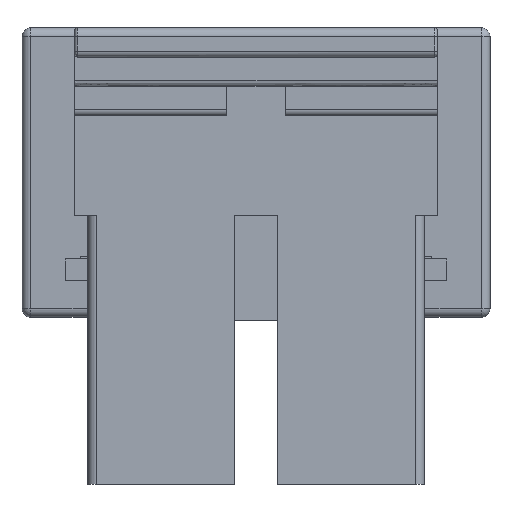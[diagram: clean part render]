
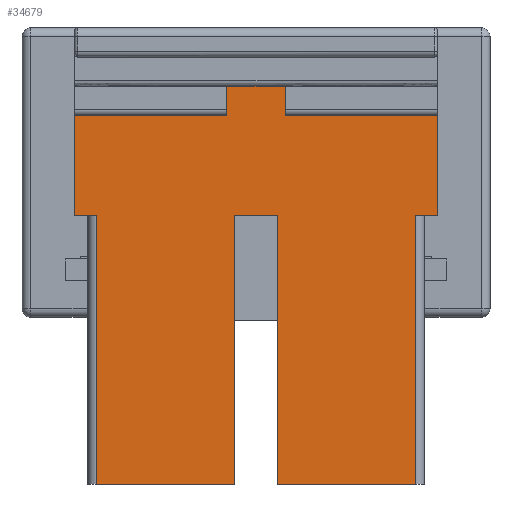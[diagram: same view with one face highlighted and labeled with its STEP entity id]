
A CAD part, left-side view. The second image highlights one B-rep face of the part: STEP entity #34679.
In plain terms, the highlighted planar face has unit normal (-1, 0, 0).
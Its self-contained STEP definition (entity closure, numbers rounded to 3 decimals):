
#25512=CARTESIAN_POINT('',(-3.75,-6.25,39.6));
#25513=VERTEX_POINT('',#25512);
#25521=CARTESIAN_POINT('',(-3.75,-6.25,36.2));
#25522=VERTEX_POINT('',#25521);
#25523=CARTESIAN_POINT('',(-3.75,-6.25,36.2));
#25524=DIRECTION('',(0.,0.,1.));
#25525=VECTOR('',#25524,3.4);
#25526=LINE('',#25523,#25525);
#25527=EDGE_CURVE('',#25522,#25513,#25526,.T.);
#25597=CARTESIAN_POINT('',(-3.75,6.15,39.6));
#25598=VERTEX_POINT('',#25597);
#25599=CARTESIAN_POINT('',(-3.75,6.15,36.2));
#25600=VERTEX_POINT('',#25599);
#25601=CARTESIAN_POINT('',(-3.75,6.15,39.6));
#25602=DIRECTION('',(0.,0.,-1.));
#25603=VECTOR('',#25602,3.4);
#25604=LINE('',#25601,#25603);
#25605=EDGE_CURVE('',#25598,#25600,#25604,.T.);
#25822=CARTESIAN_POINT('',(-3.75,-5.5,36.2));
#25823=VERTEX_POINT('',#25822);
#25824=CARTESIAN_POINT('',(-3.75,-6.25,36.2));
#25825=DIRECTION('',(0.,1.,0.));
#25826=VECTOR('',#25825,0.75);
#25827=LINE('',#25824,#25826);
#25828=EDGE_CURVE('',#25522,#25823,#25827,.T.);
#26223=CARTESIAN_POINT('',(-3.75,-5.5,27.));
#26224=VERTEX_POINT('',#26223);
#26232=CARTESIAN_POINT('',(-3.75,-0.8,27.));
#26233=VERTEX_POINT('',#26232);
#26234=CARTESIAN_POINT('',(-3.75,-5.5,27.));
#26235=DIRECTION('',(0.,1.,0.));
#26236=VECTOR('',#26235,4.7);
#26237=LINE('',#26234,#26236);
#26238=EDGE_CURVE('',#26224,#26233,#26237,.T.);
#28286=CARTESIAN_POINT('',(-3.75,0.7,27.));
#28287=VERTEX_POINT('',#28286);
#28294=CARTESIAN_POINT('',(-3.75,5.4,27.));
#28295=VERTEX_POINT('',#28294);
#28296=CARTESIAN_POINT('',(-3.75,5.4,27.));
#28297=DIRECTION('',(0.,-1.,0.));
#28298=VECTOR('',#28297,4.7);
#28299=LINE('',#28296,#28298);
#28300=EDGE_CURVE('',#28295,#28287,#28299,.T.);
#31958=CARTESIAN_POINT('',(-3.75,5.4,36.2));
#31959=VERTEX_POINT('',#31958);
#31967=CARTESIAN_POINT('',(-3.75,5.4,36.2));
#31968=DIRECTION('',(0.,1.,0.));
#31969=VECTOR('',#31968,0.75);
#31970=LINE('',#31967,#31969);
#31971=EDGE_CURVE('',#31959,#25600,#31970,.T.);
#34583=CARTESIAN_POINT('',(-3.75,-1.05,39.6));
#34584=VERTEX_POINT('',#34583);
#34592=CARTESIAN_POINT('',(-3.75,-6.25,39.6));
#34593=DIRECTION('',(0.,1.,0.));
#34594=VECTOR('',#34593,5.2);
#34595=LINE('',#34592,#34594);
#34596=EDGE_CURVE('',#25513,#34584,#34595,.T.);
#34601=CARTESIAN_POINT('',(-3.75,0.7,34.8));
#34602=DIRECTION('',(0.,-1.,0.));
#34603=DIRECTION('',(-1.,0.,0.));
#34604=AXIS2_PLACEMENT_3D('',#34601,#34603,#34602);
#34605=PLANE('',#34604);
#34606=CARTESIAN_POINT('',(-3.75,5.4,27.));
#34607=DIRECTION('',(0.,0.,1.));
#34608=VECTOR('',#34607,9.2);
#34609=LINE('',#34606,#34608);
#34610=EDGE_CURVE('',#28295,#31959,#34609,.T.);
#34611=ORIENTED_EDGE('',*,*,#34610,.F.);
#34612=ORIENTED_EDGE('',*,*,#28300,.T.);
#34613=CARTESIAN_POINT('',(-3.75,0.7,36.2));
#34614=VERTEX_POINT('',#34613);
#34615=CARTESIAN_POINT('',(-3.75,0.7,27.));
#34616=DIRECTION('',(0.,0.,1.));
#34617=VECTOR('',#34616,9.2);
#34618=LINE('',#34615,#34617);
#34619=EDGE_CURVE('',#28287,#34614,#34618,.T.);
#34620=ORIENTED_EDGE('',*,*,#34619,.T.);
#34621=CARTESIAN_POINT('',(-3.75,-0.8,36.2));
#34622=VERTEX_POINT('',#34621);
#34623=CARTESIAN_POINT('',(-3.75,0.7,36.2));
#34624=DIRECTION('',(0.,-1.,0.));
#34625=VECTOR('',#34624,1.5);
#34626=LINE('',#34623,#34625);
#34627=EDGE_CURVE('',#34614,#34622,#34626,.T.);
#34628=ORIENTED_EDGE('',*,*,#34627,.T.);
#34629=CARTESIAN_POINT('',(-3.75,-0.8,36.2));
#34630=DIRECTION('',(0.,0.,-1.));
#34631=VECTOR('',#34630,9.2);
#34632=LINE('',#34629,#34631);
#34633=EDGE_CURVE('',#34622,#26233,#34632,.T.);
#34634=ORIENTED_EDGE('',*,*,#34633,.T.);
#34635=ORIENTED_EDGE('',*,*,#26238,.F.);
#34636=CARTESIAN_POINT('',(-3.75,-5.5,36.2));
#34637=DIRECTION('',(0.,0.,-1.));
#34638=VECTOR('',#34637,9.2);
#34639=LINE('',#34636,#34638);
#34640=EDGE_CURVE('',#25823,#26224,#34639,.T.);
#34641=ORIENTED_EDGE('',*,*,#34640,.F.);
#34642=ORIENTED_EDGE('',*,*,#25828,.F.);
#34643=ORIENTED_EDGE('',*,*,#25527,.T.);
#34644=ORIENTED_EDGE('',*,*,#34596,.T.);
#34645=CARTESIAN_POINT('',(-3.75,-1.05,40.6));
#34646=VERTEX_POINT('',#34645);
#34647=CARTESIAN_POINT('',(-3.75,-1.05,39.6));
#34648=DIRECTION('',(0.,0.,1.));
#34649=VECTOR('',#34648,1.);
#34650=LINE('',#34647,#34649);
#34651=EDGE_CURVE('',#34584,#34646,#34650,.T.);
#34652=ORIENTED_EDGE('',*,*,#34651,.T.);
#34653=CARTESIAN_POINT('',(-3.75,0.95,40.6));
#34654=VERTEX_POINT('',#34653);
#34655=CARTESIAN_POINT('',(-3.75,0.95,40.6));
#34656=DIRECTION('',(0.,-1.,0.));
#34657=VECTOR('',#34656,2.);
#34658=LINE('',#34655,#34657);
#34659=EDGE_CURVE('',#34654,#34646,#34658,.T.);
#34660=ORIENTED_EDGE('',*,*,#34659,.F.);
#34661=CARTESIAN_POINT('',(-3.75,0.95,39.6));
#34662=VERTEX_POINT('',#34661);
#34663=CARTESIAN_POINT('',(-3.75,0.95,40.6));
#34664=DIRECTION('',(0.,0.,-1.));
#34665=VECTOR('',#34664,1.);
#34666=LINE('',#34663,#34665);
#34667=EDGE_CURVE('',#34654,#34662,#34666,.T.);
#34668=ORIENTED_EDGE('',*,*,#34667,.T.);
#34669=CARTESIAN_POINT('',(-3.75,0.95,39.6));
#34670=DIRECTION('',(0.,1.,0.));
#34671=VECTOR('',#34670,5.2);
#34672=LINE('',#34669,#34671);
#34673=EDGE_CURVE('',#34662,#25598,#34672,.T.);
#34674=ORIENTED_EDGE('',*,*,#34673,.T.);
#34675=ORIENTED_EDGE('',*,*,#25605,.T.);
#34676=ORIENTED_EDGE('',*,*,#31971,.F.);
#34677=EDGE_LOOP('',(#34611,#34612,#34620,#34628,#34634,#34635,#34641,#34642,#34643,#34644,#34652,#34660,#34668,#34674,#34675,#34676));
#34678=FACE_OUTER_BOUND('',#34677,.T.);
#34679=ADVANCED_FACE('',(#34678),#34605,.T.);
